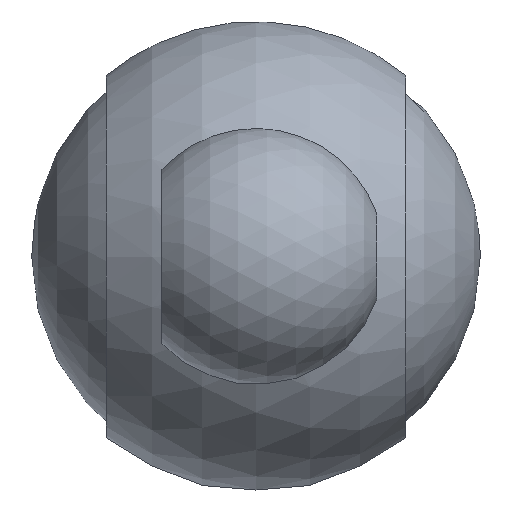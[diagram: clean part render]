
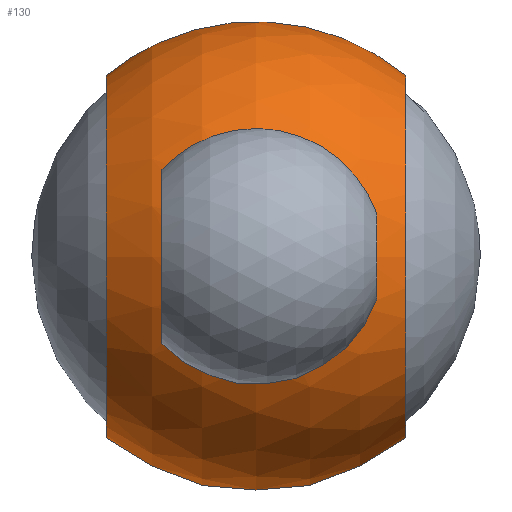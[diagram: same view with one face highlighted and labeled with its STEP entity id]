
A CAD part, left-side view. The second image highlights one B-rep face of the part: STEP entity #130.
In plain terms, the highlighted spherical face has radius 11 mm.
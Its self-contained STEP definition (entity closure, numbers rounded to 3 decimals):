
#130=ADVANCED_FACE('',(#147,#148,#149,#150),#144,.T.);
#144=SPHERICAL_SURFACE('',#290,11.);
#147=FACE_BOUND('',#163,.T.);
#148=FACE_BOUND('',#164,.T.);
#149=FACE_BOUND('',#165,.T.);
#150=FACE_BOUND('',#166,.T.);
#163=EDGE_LOOP('',(#189));
#164=EDGE_LOOP('',(#190));
#165=EDGE_LOOP('',(#191));
#166=EDGE_LOOP('',(#192));
#189=ORIENTED_EDGE('',*,*,#251,.F.);
#190=ORIENTED_EDGE('',*,*,#252,.T.);
#191=ORIENTED_EDGE('',*,*,#253,.T.);
#192=ORIENTED_EDGE('',*,*,#254,.F.);
#233=VERTEX_POINT('',#364);
#234=VERTEX_POINT('',#366);
#235=VERTEX_POINT('',#368);
#236=VERTEX_POINT('',#370);
#251=EDGE_CURVE('',#233,#233,#273,.T.);
#252=EDGE_CURVE('',#234,#234,#274,.T.);
#253=EDGE_CURVE('',#235,#235,#275,.T.);
#254=EDGE_CURVE('',#236,#236,#276,.T.);
#273=CIRCLE('',#286,8.485);
#274=CIRCLE('',#287,8.485);
#275=CIRCLE('',#288,4.176);
#276=CIRCLE('',#289,4.972);
#286=AXIS2_PLACEMENT_3D('',#363,#312,#313);
#287=AXIS2_PLACEMENT_3D('',#365,#314,#315);
#288=AXIS2_PLACEMENT_3D('',#367,#316,#317);
#289=AXIS2_PLACEMENT_3D('',#369,#318,#319);
#290=AXIS2_PLACEMENT_3D('',#371,#320,#321);
#312=DIRECTION('',(0.,1.,0.));
#313=DIRECTION('',(0.,0.,1.));
#314=DIRECTION('',(0.,1.,0.));
#315=DIRECTION('',(0.,0.,1.));
#316=DIRECTION('',(1.,0.,0.));
#317=DIRECTION('',(0.,0.,-1.));
#318=DIRECTION('',(1.,0.,0.));
#319=DIRECTION('',(0.,0.,-1.));
#320=DIRECTION('',(0.,1.,0.));
#321=DIRECTION('',(-1.,0.,0.));
#363=CARTESIAN_POINT('',(183.029,128.561,0.));
#364=CARTESIAN_POINT('',(183.029,128.561,8.485));
#365=CARTESIAN_POINT('',(183.029,114.561,0.));
#366=CARTESIAN_POINT('',(183.029,114.561,8.485));
#367=CARTESIAN_POINT('',(172.852,121.561,0.));
#368=CARTESIAN_POINT('',(172.852,121.561,-4.176));
#369=CARTESIAN_POINT('',(192.841,121.561,0.));
#370=CARTESIAN_POINT('',(192.841,121.561,-4.972));
#371=CARTESIAN_POINT('',(183.029,121.561,0.));
